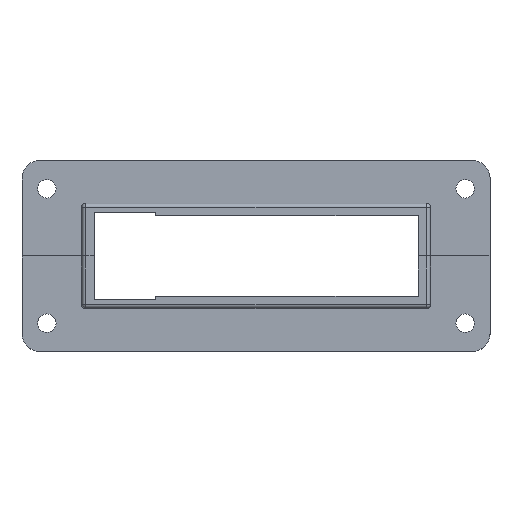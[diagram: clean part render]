
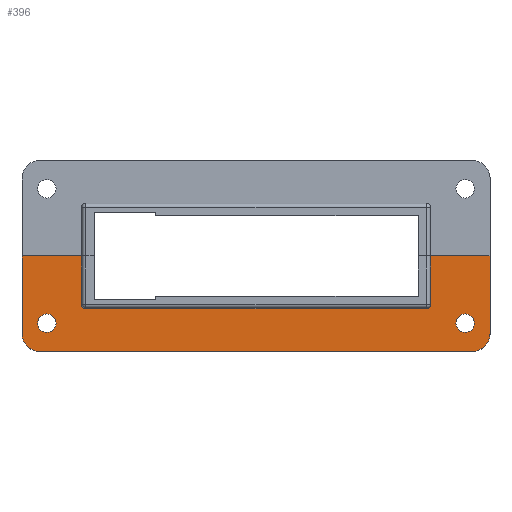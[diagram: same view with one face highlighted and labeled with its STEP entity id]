
A CAD part, top view. The second image highlights one B-rep face of the part: STEP entity #396.
In plain terms, the highlighted planar face has unit normal (0, 0, 1).
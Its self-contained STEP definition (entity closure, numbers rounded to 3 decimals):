
#107=(
BOUNDED_CURVE()
B_SPLINE_CURVE(3,(#5004,#5005,#5006,#5007),.UNSPECIFIED.,.F.,.F.)
B_SPLINE_CURVE_WITH_KNOTS((4,4),(0.,1.),.UNSPECIFIED.)
CURVE()
GEOMETRIC_REPRESENTATION_ITEM()
RATIONAL_B_SPLINE_CURVE((1.,0.805,0.805,1.))
REPRESENTATION_ITEM('')
);
#108=(
BOUNDED_CURVE()
B_SPLINE_CURVE(3,(#5027,#5028,#5029,#5030),.UNSPECIFIED.,.F.,.F.)
B_SPLINE_CURVE_WITH_KNOTS((4,4),(0.,1.),.UNSPECIFIED.)
CURVE()
GEOMETRIC_REPRESENTATION_ITEM()
RATIONAL_B_SPLINE_CURVE((1.,0.805,0.805,1.))
REPRESENTATION_ITEM('')
);
#130=FACE_BOUND('',#901,.T.);
#131=FACE_BOUND('',#902,.T.);
#132=FACE_BOUND('',#903,.T.);
#231=CIRCLE('',#3458,4.25);
#233=CIRCLE('',#3461,4.25);
#257=CIRCLE('',#3535,8.);
#259=CIRCLE('',#3539,8.);
#260=CIRCLE('',#3543,4.25);
#262=CIRCLE('',#3546,4.25);
#396=ADVANCED_FACE('',(#130,#131,#132),#553,.T.);
#553=PLANE('',#3576);
#901=EDGE_LOOP('',(#1399,#1400,#1401,#1402,#1403,#1404,#1405,#1406,#1407,
#1408,#1409,#1410));
#902=EDGE_LOOP('',(#1411,#1412));
#903=EDGE_LOOP('',(#1413,#1414));
#1399=ORIENTED_EDGE('',*,*,#2438,.T.);
#1400=ORIENTED_EDGE('',*,*,#2464,.F.);
#1401=ORIENTED_EDGE('',*,*,#2446,.T.);
#1402=ORIENTED_EDGE('',*,*,#2423,.T.);
#1403=ORIENTED_EDGE('',*,*,#2427,.T.);
#1404=ORIENTED_EDGE('',*,*,#2434,.T.);
#1405=ORIENTED_EDGE('',*,*,#2465,.F.);
#1406=ORIENTED_EDGE('',*,*,#2466,.F.);
#1407=ORIENTED_EDGE('',*,*,#2462,.T.);
#1408=ORIENTED_EDGE('',*,*,#2414,.T.);
#1409=ORIENTED_EDGE('',*,*,#2416,.T.);
#1410=ORIENTED_EDGE('',*,*,#2421,.T.);
#1411=ORIENTED_EDGE('',*,*,#2430,.T.);
#1412=ORIENTED_EDGE('',*,*,#2287,.T.);
#1413=ORIENTED_EDGE('',*,*,#2428,.T.);
#1414=ORIENTED_EDGE('',*,*,#2291,.T.);
#1987=VERTEX_POINT('',#4716);
#1988=VERTEX_POINT('',#4717);
#1991=VERTEX_POINT('',#4725);
#1992=VERTEX_POINT('',#4726);
#2073=VERTEX_POINT('',#4985);
#2074=VERTEX_POINT('',#4987);
#2075=VERTEX_POINT('',#4991);
#2078=VERTEX_POINT('',#4999);
#2079=VERTEX_POINT('',#5003);
#2080=VERTEX_POINT('',#5008);
#2082=VERTEX_POINT('',#5014);
#2084=VERTEX_POINT('',#5026);
#2085=VERTEX_POINT('',#5039);
#2090=VERTEX_POINT('',#5055);
#2096=VERTEX_POINT('',#5086);
#2097=VERTEX_POINT('',#5091);
#2287=EDGE_CURVE('',#1987,#1988,#231,.T.);
#2291=EDGE_CURVE('',#1991,#1992,#233,.T.);
#2414=EDGE_CURVE('',#2074,#2073,#257,.T.);
#2416=EDGE_CURVE('',#2073,#2075,#2841,.T.);
#2421=EDGE_CURVE('',#2075,#2078,#259,.T.);
#2423=EDGE_CURVE('',#2080,#2079,#107,.T.);
#2427=EDGE_CURVE('',#2079,#2082,#2849,.T.);
#2428=EDGE_CURVE('',#1992,#1991,#260,.T.);
#2430=EDGE_CURVE('',#1988,#1987,#262,.T.);
#2434=EDGE_CURVE('',#2082,#2084,#108,.T.);
#2438=EDGE_CURVE('',#2078,#2085,#2851,.T.);
#2446=EDGE_CURVE('',#2090,#2080,#2858,.T.);
#2462=EDGE_CURVE('',#2096,#2074,#2869,.T.);
#2464=EDGE_CURVE('',#2090,#2085,#2871,.T.);
#2465=EDGE_CURVE('',#2097,#2084,#2872,.T.);
#2466=EDGE_CURVE('',#2096,#2097,#2873,.T.);
#2841=LINE('',#4990,#3203);
#2849=LINE('',#5015,#3211);
#2851=LINE('',#5038,#3213);
#2858=LINE('',#5054,#3220);
#2869=LINE('',#5085,#3231);
#2871=LINE('',#5089,#3233);
#2872=LINE('',#5090,#3234);
#2873=LINE('',#5092,#3235);
#3203=VECTOR('',#4034,1.);
#3211=VECTOR('',#4052,1.);
#3213=VECTOR('',#4084,1.);
#3220=VECTOR('',#4099,1.);
#3231=VECTOR('',#4138,1.);
#3233=VECTOR('',#4142,1.);
#3234=VECTOR('',#4143,1.);
#3235=VECTOR('',#4144,1.);
#3458=AXIS2_PLACEMENT_3D('',#4715,#3776,#3777);
#3461=AXIS2_PLACEMENT_3D('',#4724,#3784,#3785);
#3535=AXIS2_PLACEMENT_3D('',#4986,#4029,#4030);
#3539=AXIS2_PLACEMENT_3D('',#5000,#4042,#4043);
#3543=AXIS2_PLACEMENT_3D('',#5017,#4055,#4056);
#3546=AXIS2_PLACEMENT_3D('',#5020,#4061,#4062);
#3576=AXIS2_PLACEMENT_3D('',#5093,#4145,#4146);
#3776=DIRECTION('',(0.,0.,-1.));
#3777=DIRECTION('',(-1.,0.,0.));
#3784=DIRECTION('',(0.,0.,-1.));
#3785=DIRECTION('',(-1.,0.,0.));
#4029=DIRECTION('',(0.,0.,1.));
#4030=DIRECTION('',(-1.,0.,0.));
#4034=DIRECTION('',(1.,0.,0.));
#4042=DIRECTION('',(0.,0.,1.));
#4043=DIRECTION('',(-1.,0.,0.));
#4052=DIRECTION('',(-1.,0.,0.));
#4055=DIRECTION('',(0.,0.,-1.));
#4056=DIRECTION('',(-1.,0.,0.));
#4061=DIRECTION('',(0.,0.,-1.));
#4062=DIRECTION('',(-1.,0.,0.));
#4084=DIRECTION('',(0.,1.,0.));
#4099=DIRECTION('',(0.,-1.,0.));
#4138=DIRECTION('',(0.,-1.,0.));
#4142=DIRECTION('',(1.,0.,0.));
#4143=DIRECTION('',(0.,-1.,0.));
#4144=DIRECTION('',(1.,0.,0.));
#4145=DIRECTION('',(0.,0.,1.));
#4146=DIRECTION('',(-1.,0.,0.));
#4715=CARTESIAN_POINT('',(66.5,-422.,23.));
#4716=CARTESIAN_POINT('',(70.75,-422.,23.));
#4717=CARTESIAN_POINT('',(62.25,-422.,23.));
#4724=CARTESIAN_POINT('',(-126.5,-422.,23.));
#4725=CARTESIAN_POINT('',(-122.25,-422.,23.));
#4726=CARTESIAN_POINT('',(-130.75,-422.,23.));
#4985=CARTESIAN_POINT('',(-130.,-435.,23.));
#4986=CARTESIAN_POINT('',(-130.,-427.,23.));
#4987=CARTESIAN_POINT('',(-138.,-427.,23.));
#4990=CARTESIAN_POINT('',(70.238,-435.,23.));
#4991=CARTESIAN_POINT('',(70.,-435.,23.));
#4999=CARTESIAN_POINT('',(78.,-427.,23.));
#5000=CARTESIAN_POINT('',(70.,-427.,23.));
#5003=CARTESIAN_POINT('',(48.587,-415.337,23.));
#5004=CARTESIAN_POINT('',(50.587,-413.337,23.));
#5005=CARTESIAN_POINT('',(50.587,-414.509,23.));
#5006=CARTESIAN_POINT('',(49.759,-415.337,23.));
#5007=CARTESIAN_POINT('',(48.587,-415.337,23.));
#5008=CARTESIAN_POINT('',(50.587,-413.337,23.));
#5014=CARTESIAN_POINT('',(-108.587,-415.337,23.));
#5015=CARTESIAN_POINT('',(70.238,-415.337,23.));
#5017=CARTESIAN_POINT('',(-126.5,-422.,23.));
#5020=CARTESIAN_POINT('',(66.5,-422.,23.));
#5026=CARTESIAN_POINT('',(-110.587,-413.337,23.));
#5027=CARTESIAN_POINT('',(-108.587,-415.337,23.));
#5028=CARTESIAN_POINT('',(-109.759,-415.337,23.));
#5029=CARTESIAN_POINT('',(-110.587,-414.509,23.));
#5030=CARTESIAN_POINT('',(-110.587,-413.337,23.));
#5038=CARTESIAN_POINT('',(78.,-359.986,23.));
#5039=CARTESIAN_POINT('',(78.,-391.,23.));
#5054=CARTESIAN_POINT('',(50.587,-359.986,23.));
#5055=CARTESIAN_POINT('',(50.587,-391.,23.));
#5085=CARTESIAN_POINT('',(-138.,-359.986,23.));
#5086=CARTESIAN_POINT('',(-138.,-391.,23.));
#5089=CARTESIAN_POINT('',(0.,-391.,23.));
#5090=CARTESIAN_POINT('',(-110.587,-415.25,23.));
#5091=CARTESIAN_POINT('',(-110.587,-391.,23.));
#5092=CARTESIAN_POINT('',(0.,-391.,23.));
#5093=CARTESIAN_POINT('',(70.238,-359.986,23.));
